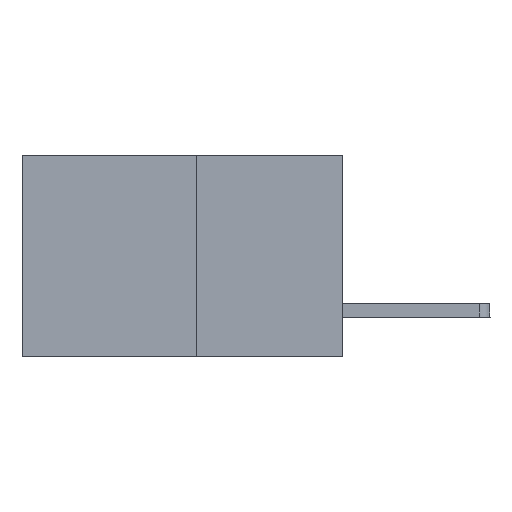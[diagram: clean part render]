
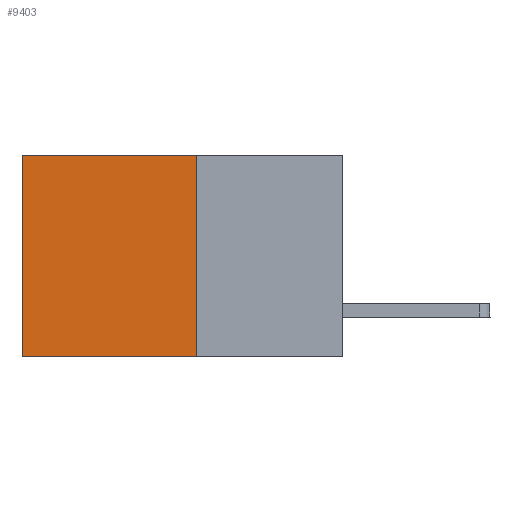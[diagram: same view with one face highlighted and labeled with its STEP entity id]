
A CAD part, left-side view. The second image highlights one B-rep face of the part: STEP entity #9403.
In plain terms, the highlighted planar face has unit normal (-1, 0, 0).
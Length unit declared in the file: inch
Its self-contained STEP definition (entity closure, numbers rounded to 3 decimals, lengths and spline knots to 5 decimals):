
#213 = LINE ( 'NONE', #10082, #10353 ) ;
#534 = ORIENTED_EDGE ( 'NONE', *, *, #8905, .F. ) ;
#1409 = CARTESIAN_POINT ( 'NONE',  ( 0.277, 0.27, 0. ) ) ;
#1429 = CARTESIAN_POINT ( 'NONE',  ( 0.277, 0.59, -0.37 ) ) ;
#1517 = CARTESIAN_POINT ( 'NONE',  ( 0.277, 0.27, 0. ) ) ;
#1918 = VECTOR ( 'NONE', #5039, 39.37008 ) ;
#2830 = CARTESIAN_POINT ( 'NONE',  ( 0.277, 0.27, -0.37 ) ) ;
#3106 = DIRECTION ( 'NONE',  ( 0., 0., -1. ) ) ;
#3414 = AXIS2_PLACEMENT_3D ( 'NONE', #7994, #9781, #11608 ) ;
#3464 = ORIENTED_EDGE ( 'NONE', *, *, #5487, .T. ) ;
#3503 = FACE_OUTER_BOUND ( 'NONE', #4141, .T. ) ;
#3939 = LINE ( 'NONE', #1429, #8402 ) ;
#4141 = EDGE_LOOP ( 'NONE', ( #4969, #6482, #534, #3464 ) ) ;
#4969 = ORIENTED_EDGE ( 'NONE', *, *, #10996, .T. ) ;
#5039 = DIRECTION ( 'NONE',  ( 0., 1., 0. ) ) ;
#5487 = EDGE_CURVE ( 'NONE', #7218, #6814, #9607, .T. ) ;
#5510 = DIRECTION ( 'NONE',  ( 0., 1., 0. ) ) ;
#5693 = VERTEX_POINT ( 'NONE', #2830 ) ;
#6007 = DIRECTION ( 'NONE',  ( 0., 0., -1. ) ) ;
#6297 = CARTESIAN_POINT ( 'NONE',  ( 0.277, 0.59, -0.37 ) ) ;
#6482 = ORIENTED_EDGE ( 'NONE', *, *, #6587, .F. ) ;
#6587 = EDGE_CURVE ( 'NONE', #5693, #9551, #213, .T. ) ;
#6725 = CARTESIAN_POINT ( 'NONE',  ( 0.277, 0.27, -0.37 ) ) ;
#6814 = VERTEX_POINT ( 'NONE', #9008 ) ;
#7109 = PLANE ( 'NONE',  #3414 ) ;
#7218 = VERTEX_POINT ( 'NONE', #1517 ) ;
#7994 = CARTESIAN_POINT ( 'NONE',  ( 0.277, 0.27, -0.37 ) ) ;
#8402 = VECTOR ( 'NONE', #3106, 39.37008 ) ;
#8905 = EDGE_CURVE ( 'NONE', #7218, #5693, #11344, .T. ) ;
#9008 = CARTESIAN_POINT ( 'NONE',  ( 0.277, 0.59, 0. ) ) ;
#9403 = ADVANCED_FACE ( 'NONE', ( #3503 ), #7109, .F. ) ;
#9551 = VERTEX_POINT ( 'NONE', #6297 ) ;
#9607 = LINE ( 'NONE', #1409, #1918 ) ;
#9781 = DIRECTION ( 'NONE',  ( 1., 0., 0. ) ) ;
#10082 = CARTESIAN_POINT ( 'NONE',  ( 0.277, 0.27, -0.37 ) ) ;
#10353 = VECTOR ( 'NONE', #5510, 39.37008 ) ;
#10772 = VECTOR ( 'NONE', #6007, 39.37008 ) ;
#10996 = EDGE_CURVE ( 'NONE', #6814, #9551, #3939, .T. ) ;
#11344 = LINE ( 'NONE', #6725, #10772 ) ;
#11608 = DIRECTION ( 'NONE',  ( 0., 0., -1. ) ) ;
